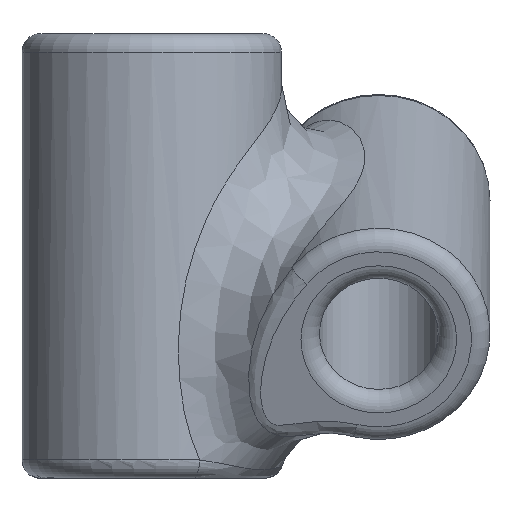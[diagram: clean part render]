
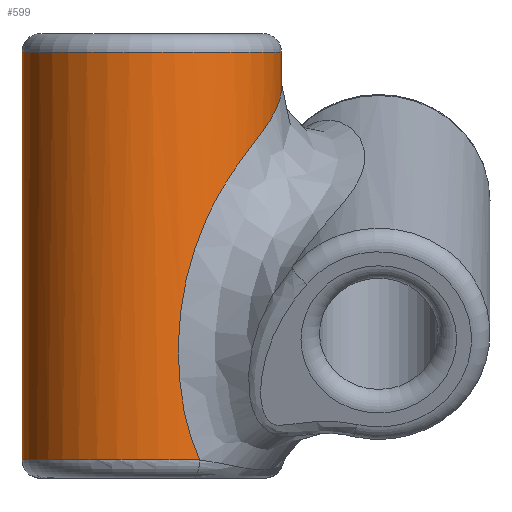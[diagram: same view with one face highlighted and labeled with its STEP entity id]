
A CAD part, front view. The second image highlights one B-rep face of the part: STEP entity #599.
In plain terms, the highlighted cylindrical face has radius 3.5 mm (diameter 7 mm), a full revolution.
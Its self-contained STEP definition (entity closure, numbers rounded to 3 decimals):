
#26=LINE('',#1567,#34);
#34=VECTOR('',#835,3.5);
#42=CYLINDRICAL_SURFACE('',#682,3.5);
#57=B_SPLINE_CURVE_WITH_KNOTS('',3,(#1302,#1303,#1304,#1305),
 .UNSPECIFIED.,.F.,.F.,(4,4),(0.,0.),.UNSPECIFIED.);
#62=B_SPLINE_CURVE_WITH_KNOTS('',3,(#1367,#1368,#1369,#1370,#1371,#1372,
#1373,#1374,#1375,#1376,#1377,#1378,#1379,#1380,#1381,#1382,#1383,#1384,
#1385,#1386,#1387,#1388,#1389,#1390,#1391,#1392,#1393,#1394,#1395,#1396,
#1397),.UNSPECIFIED.,.F.,.F.,(4,1,1,1,1,1,1,1,1,1,1,1,1,1,1,1,1,1,1,1,1,
1,1,1,1,1,1,1,4),(-0.973,-0.938,-0.903,
-0.869,-0.834,-0.764,-0.73,
-0.695,-0.683,-0.672,-0.666,
-0.66,-0.654,-0.649,-0.625,
-0.614,-0.608,-0.602,-0.556,
-0.51,-0.463,-0.417,-0.374,
-0.347,-0.313,-0.278,-0.243,
-0.208,-0.192),.UNSPECIFIED.);
#99=FACE_OUTER_BOUND('',#141,.T.);
#141=EDGE_LOOP('',(#466,#467,#468,#469,#470,#471,#472));
#174=CIRCLE('',#647,3.5);
#175=CIRCLE('',#648,3.5);
#197=CIRCLE('',#681,3.5);
#238=VERTEX_POINT('',#1029);
#239=VERTEX_POINT('',#1031);
#240=VERTEX_POINT('',#1046);
#241=VERTEX_POINT('',#1301);
#259=VERTEX_POINT('',#1563);
#301=EDGE_CURVE('',#238,#240,#174,.T.);
#302=EDGE_CURVE('',#240,#239,#175,.T.);
#303=EDGE_CURVE('',#239,#241,#57,.T.);
#309=EDGE_CURVE('',#241,#238,#62,.T.);
#333=EDGE_CURVE('',#259,#259,#197,.T.);
#334=EDGE_CURVE('',#259,#240,#26,.T.);
#466=ORIENTED_EDGE('',*,*,#333,.F.);
#467=ORIENTED_EDGE('',*,*,#334,.T.);
#468=ORIENTED_EDGE('',*,*,#301,.F.);
#469=ORIENTED_EDGE('',*,*,#309,.F.);
#470=ORIENTED_EDGE('',*,*,#303,.F.);
#471=ORIENTED_EDGE('',*,*,#302,.F.);
#472=ORIENTED_EDGE('',*,*,#334,.F.);
#599=ADVANCED_FACE('',(#99),#42,.T.);
#647=AXIS2_PLACEMENT_3D('',#1047,#761,#762);
#648=AXIS2_PLACEMENT_3D('',#1048,#763,#764);
#681=AXIS2_PLACEMENT_3D('',#1565,#831,#832);
#682=AXIS2_PLACEMENT_3D('',#1566,#833,#834);
#761=DIRECTION('center_axis',(0.,0.,-1.));
#762=DIRECTION('ref_axis',(-0.845,0.535,0.));
#763=DIRECTION('center_axis',(0.,0.,-1.));
#764=DIRECTION('ref_axis',(-0.845,0.535,0.));
#831=DIRECTION('center_axis',(0.,0.,1.));
#832=DIRECTION('ref_axis',(1.,0.,0.));
#833=DIRECTION('center_axis',(0.,0.,1.));
#834=DIRECTION('ref_axis',(1.,0.,0.));
#835=DIRECTION('',(0.,0.,-1.));
#1029=CARTESIAN_POINT('',(1.289,-3.254,0.5));
#1031=CARTESIAN_POINT('',(3.406,0.807,0.5));
#1046=CARTESIAN_POINT('',(-3.5,0.,0.5));
#1047=CARTESIAN_POINT('Origin',(0.,0.,0.5));
#1048=CARTESIAN_POINT('Origin',(0.,0.,0.5));
#1301=CARTESIAN_POINT('',(3.405,0.808,0.501));
#1302=CARTESIAN_POINT('Ctrl Pts',(3.406,0.807,0.5));
#1303=CARTESIAN_POINT('Ctrl Pts',(3.406,0.807,0.5));
#1304=CARTESIAN_POINT('Ctrl Pts',(3.406,0.807,0.501));
#1305=CARTESIAN_POINT('Ctrl Pts',(3.405,0.808,0.501));
#1367=CARTESIAN_POINT('Ctrl Pts',(3.405,0.808,0.501));
#1368=CARTESIAN_POINT('Ctrl Pts',(3.335,1.103,0.679));
#1369=CARTESIAN_POINT('Ctrl Pts',(3.119,1.671,1.049));
#1370=CARTESIAN_POINT('Ctrl Pts',(2.604,2.389,1.711));
#1371=CARTESIAN_POINT('Ctrl Pts',(1.987,2.915,2.574));
#1372=CARTESIAN_POINT('Ctrl Pts',(1.183,3.335,4.053));
#1373=CARTESIAN_POINT('Ctrl Pts',(0.683,3.43,6.003));
#1374=CARTESIAN_POINT('Ctrl Pts',(0.719,3.427,8.059));
#1375=CARTESIAN_POINT('Ctrl Pts',(0.948,3.374,9.2));
#1376=CARTESIAN_POINT('Ctrl Pts',(1.215,3.284,9.926));
#1377=CARTESIAN_POINT('Ctrl Pts',(1.373,3.221,10.257));
#1378=CARTESIAN_POINT('Ctrl Pts',(1.511,3.158,10.498));
#1379=CARTESIAN_POINT('Ctrl Pts',(1.621,3.103,10.664));
#1380=CARTESIAN_POINT('Ctrl Pts',(1.735,3.041,10.815));
#1381=CARTESIAN_POINT('Ctrl Pts',(1.971,2.9,11.085));
#1382=CARTESIAN_POINT('Ctrl Pts',(2.261,2.687,11.294));
#1383=CARTESIAN_POINT('Ctrl Pts',(2.529,2.424,11.376));
#1384=CARTESIAN_POINT('Ctrl Pts',(2.672,2.263,11.394));
#1385=CARTESIAN_POINT('Ctrl Pts',(3.011,1.843,11.389));
#1386=CARTESIAN_POINT('Ctrl Pts',(3.425,1.024,11.079));
#1387=CARTESIAN_POINT('Ctrl Pts',(3.564,-0.212,10.43));
#1388=CARTESIAN_POINT('Ctrl Pts',(3.279,-1.413,9.729));
#1389=CARTESIAN_POINT('Ctrl Pts',(2.633,-2.394,8.909));
#1390=CARTESIAN_POINT('Ctrl Pts',(1.93,-2.949,7.921));
#1391=CARTESIAN_POINT('Ctrl Pts',(1.349,-3.243,6.779));
#1392=CARTESIAN_POINT('Ctrl Pts',(0.93,-3.381,5.55));
#1393=CARTESIAN_POINT('Ctrl Pts',(0.694,-3.43,4.058));
#1394=CARTESIAN_POINT('Ctrl Pts',(0.718,-3.426,2.518));
#1395=CARTESIAN_POINT('Ctrl Pts',(0.961,-3.371,1.313));
#1396=CARTESIAN_POINT('Ctrl Pts',(1.204,-3.288,0.685));
#1397=CARTESIAN_POINT('Ctrl Pts',(1.289,-3.254,0.5));
#1563=CARTESIAN_POINT('',(-3.5,0.,11.5));
#1565=CARTESIAN_POINT('Origin',(0.,0.,11.5));
#1566=CARTESIAN_POINT('Origin',(0.,0.,0.));
#1567=CARTESIAN_POINT('',(-3.5,0.,0.));
